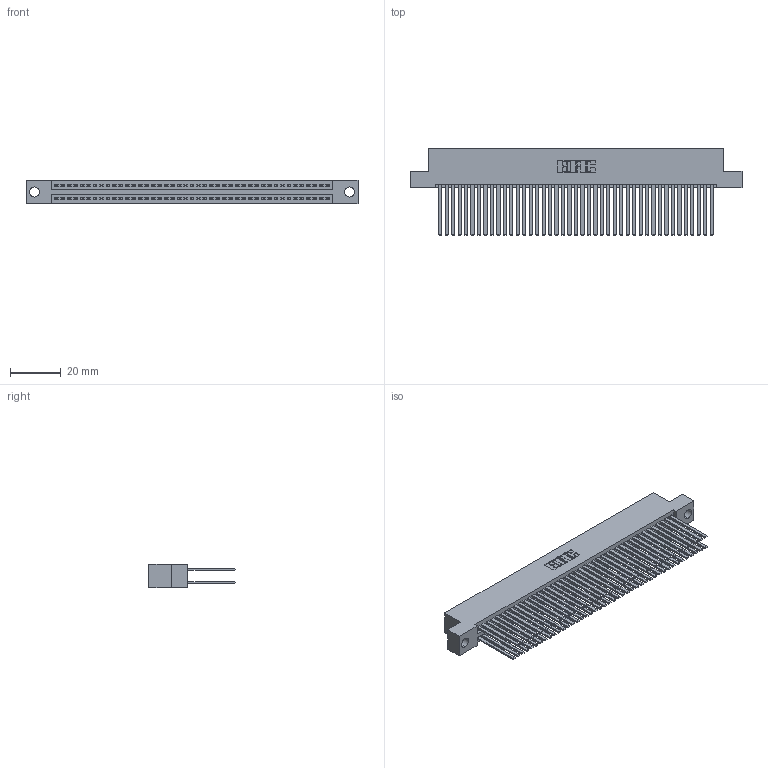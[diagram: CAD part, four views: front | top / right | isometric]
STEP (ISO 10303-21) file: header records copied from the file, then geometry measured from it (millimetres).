
FILE_DESCRIPTION (( 'STEP AP203' ), '1' );
FILE_NAME ('345-086-544-204.STEP', '2021-05-20T13:32:13', ( '' ), ( '' ), 'SwSTEP 2.0', 'SolidWorks 2020', '' );
FILE_SCHEMA (( 'CONFIG_CONTROL_DESIGN' ));
Length unit declared in the file: inch
Products named in the file (3): 345-086-544-204; 345-292-001_345-293-144; 345 Part_Flush Mounting Lugs - 0.156 Dia-TI
Assembly tree (87 placements, depth 2):
  345-086-544-204
    345 Part_Flush Mounting Lugs - 0.156 Dia-TI
    345-292-001_345-293-144  x86
Bounding box: 130.43 x 33.96 x 9.4 mm (x, y, z)
Volume: 13778.9 mm3; surface area: 23771.9 mm2
Topology: 87 solids, 87 shells, 3924 faces, 11643 edges, 7646 vertices
Faces by surface type: plane 2588, cylinder 1336
Entity records: 33839 total; most frequent: CARTESIAN_POINT 5674, ORIENTED_EDGE 5606, DIRECTION 4999, EDGE_CURVE 2803, VECTOR 2503, LINE 2503, VERTEX_POINT 1866, AXIS2_PLACEMENT_3D 1248
